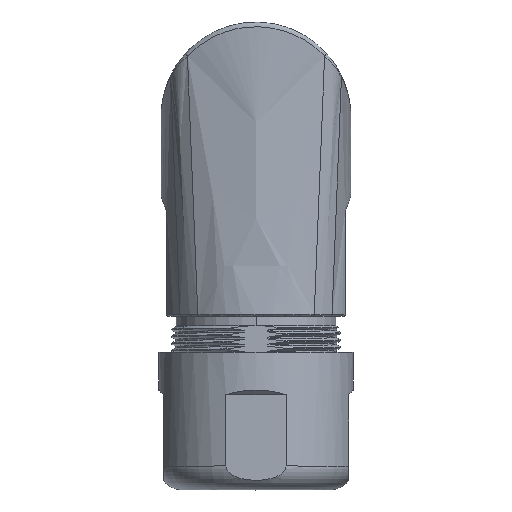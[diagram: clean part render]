
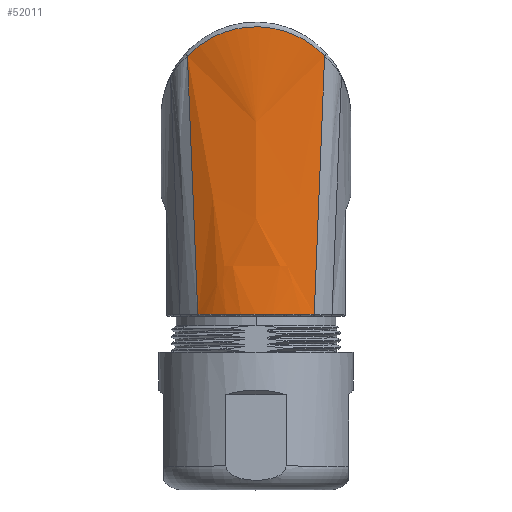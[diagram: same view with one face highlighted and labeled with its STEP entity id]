
A CAD part, top view. The second image highlights one B-rep face of the part: STEP entity #52011.
In plain terms, the highlighted free-form (B-spline) face has degree [3, 3] with [7, 4] control points.
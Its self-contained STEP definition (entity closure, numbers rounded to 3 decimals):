
#17561=CARTESIAN_POINT('',(-7.228,6.419,
9.231));
#17581=CARTESIAN_POINT('',(-7.228,6.419,
9.231));
#17582=CARTESIAN_POINT('',(-6.317,7.369,
9.593));
#17583=CARTESIAN_POINT('',(-4.089,8.923,
10.218));
#17584=CARTESIAN_POINT('',(0.,9.777,
10.563));
#17585=CARTESIAN_POINT('',(4.088,8.923,10.218));
#17586=CARTESIAN_POINT('',(6.317,7.37,9.593));
#17587=CARTESIAN_POINT('',(7.228,6.42,9.231));
#17589=CARTESIAN_POINT('',(6.137,-20.813,
7.91));
#17590=CARTESIAN_POINT('',(5.702,-20.811,
8.246));
#17591=CARTESIAN_POINT('',(4.776,-20.808,
8.846));
#17592=CARTESIAN_POINT('',(3.259,-20.805,
9.507));
#17593=CARTESIAN_POINT('',(1.653,-20.803,
9.912));
#17594=CARTESIAN_POINT('',(0.553,-20.803,
10.003));
#17595=CARTESIAN_POINT('',(0.002,-20.803,
10.003));
#17597=CARTESIAN_POINT('',(0.002,-20.803,
10.003));
#17598=CARTESIAN_POINT('',(-0.548,-20.803,
10.003));
#17599=CARTESIAN_POINT('',(-1.65,-20.803,
9.912));
#17600=CARTESIAN_POINT('',(-3.257,-20.805,
9.508));
#17601=CARTESIAN_POINT('',(-4.775,-20.808,
8.847));
#17602=CARTESIAN_POINT('',(-5.702,-20.811,
8.246));
#17603=CARTESIAN_POINT('',(-6.137,-20.813,
7.91));
#17605=DIRECTION('',(-0.04,0.998,0.048));
#17606=VECTOR('',#17605,27.286);
#17607=CARTESIAN_POINT('',(-6.137,-20.813,
7.91));
#17608=LINE('',#17607,#17606);
#17655=DIRECTION('',(0.04,0.998,0.048));
#17656=VECTOR('',#17655,27.287);
#17657=CARTESIAN_POINT('',(6.137,-20.813,
7.91));
#17658=LINE('',#17657,#17656);
#25583=VERTEX_POINT('',#17561);
#25584=CARTESIAN_POINT('',(-6.137,-20.813,
7.91));
#25585=VERTEX_POINT('',#25584);
#25587=VERTEX_POINT('',#17587);
#25588=CARTESIAN_POINT('',(6.137,-20.813,
7.91));
#25589=VERTEX_POINT('',#25588);
#25590=VERTEX_POINT('',#17597);
#51971=CARTESIAN_POINT('',(6.318,-21.419,
7.715));
#51972=CARTESIAN_POINT('',(6.766,-10.913,
8.251));
#51973=CARTESIAN_POINT('',(7.214,-0.407,
8.788));
#51974=CARTESIAN_POINT('',(7.661,10.099,9.324));
#51975=CARTESIAN_POINT('',(6.251,-21.419,
7.771));
#51976=CARTESIAN_POINT('',(6.689,-10.913,
8.298));
#51977=CARTESIAN_POINT('',(7.128,-0.407,
8.826));
#51978=CARTESIAN_POINT('',(7.566,10.099,9.353));
#51979=CARTESIAN_POINT('',(4.473,-21.419,
9.206));
#51980=CARTESIAN_POINT('',(4.676,-10.913,
9.5));
#51981=CARTESIAN_POINT('',(4.879,-0.407,
9.795));
#51982=CARTESIAN_POINT('',(5.082,10.099,10.089));
#51983=CARTESIAN_POINT('',(0.,-21.419,
10.751));
#51984=CARTESIAN_POINT('',(0.,-10.913,
10.771));
#51985=CARTESIAN_POINT('',(0.,-0.407,
10.791));
#51986=CARTESIAN_POINT('',(0.,10.099,
10.811));
#51987=CARTESIAN_POINT('',(-4.473,-21.419,
9.206));
#51988=CARTESIAN_POINT('',(-4.676,-10.913,
9.5));
#51989=CARTESIAN_POINT('',(-4.879,-0.407,
9.795));
#51990=CARTESIAN_POINT('',(-5.082,10.099,
10.089));
#51991=CARTESIAN_POINT('',(-6.251,-21.419,
7.771));
#51992=CARTESIAN_POINT('',(-6.689,-10.913,
8.298));
#51993=CARTESIAN_POINT('',(-7.128,-0.407,
8.826));
#51994=CARTESIAN_POINT('',(-7.566,10.099,
9.353));
#51995=CARTESIAN_POINT('',(-6.318,-21.419,
7.715));
#51996=CARTESIAN_POINT('',(-6.766,-10.913,
8.251));
#51997=CARTESIAN_POINT('',(-7.214,-0.407,
8.788));
#51998=CARTESIAN_POINT('',(-7.661,10.099,
9.324));
#51999=B_SPLINE_SURFACE_WITH_KNOTS('',3,3,((#51971,#51972,#51973,#51974),
(#51975,#51976,#51977,#51978),(#51979,#51980,#51981,#51982),(#51983,#51984,
#51985,#51986),(#51987,#51988,#51989,#51990),(#51991,#51992,#51993,#51994),(
#51995,#51996,#51997,#51998)),.UNSPECIFIED.,.F.,.F.,.F.,(4,1,1,1,4),(4,4),(
-0.02,0.,0.5,1.,1.02),(0.,
1.),.UNSPECIFIED.);
#52001=ORIENTED_EDGE('',*,*,#52000,.T.);
#52003=ORIENTED_EDGE('',*,*,#52002,.F.);
#52005=ORIENTED_EDGE('',*,*,#52004,.T.);
#52007=ORIENTED_EDGE('',*,*,#52006,.T.);
#52008=ORIENTED_EDGE('',*,*,#51961,.T.);
#52009=EDGE_LOOP('',(#52001,#52003,#52005,#52007,#52008));
#52010=FACE_OUTER_BOUND('',#52009,.F.);
#52011=ADVANCED_FACE('',(#52010),#51999,.F.);
#17588=B_SPLINE_CURVE_WITH_KNOTS('',3,(#17581,#17582,#17583,#17584,#17585,
#17586,#17587),.UNSPECIFIED.,.F.,.F.,(4,1,1,1,4),(0.,0.25,0.5,0.75,
1.),.UNSPECIFIED.);
#17596=B_SPLINE_CURVE_WITH_KNOTS('',3,(#17589,#17590,#17591,#17592,#17593,
#17594,#17595),.UNSPECIFIED.,.F.,.F.,(4,1,1,1,4),(0.,0.25,0.5,0.75,
1.),.UNSPECIFIED.);
#17604=B_SPLINE_CURVE_WITH_KNOTS('',3,(#17597,#17598,#17599,#17600,#17601,
#17602,#17603),.UNSPECIFIED.,.F.,.F.,(4,1,1,1,4),(0.,0.25,0.5,0.75,
1.),.UNSPECIFIED.);
#51961=EDGE_CURVE('',#25585,#25583,#17608,.T.);
#52000=EDGE_CURVE('',#25583,#25587,#17588,.T.);
#52002=EDGE_CURVE('',#25589,#25587,#17658,.T.);
#52004=EDGE_CURVE('',#25589,#25590,#17596,.T.);
#52006=EDGE_CURVE('',#25590,#25585,#17604,.T.);
